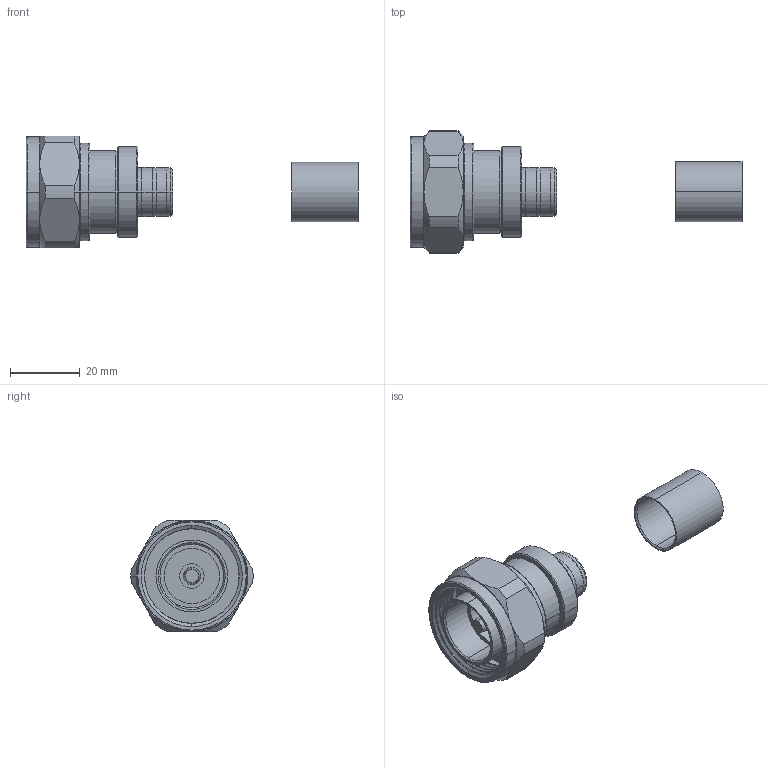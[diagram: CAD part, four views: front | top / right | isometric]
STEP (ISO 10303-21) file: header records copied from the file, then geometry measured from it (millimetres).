
FILE_DESCRIPTION (( 'STEP AP214' ), '1' );
FILE_NAME ('FMCN1090_3D.step', '2023-03-02T17:10:19', ( '' ), ( '' ), 'SwSTEP 2.0', 'SolidWorks 2022', '' );
FILE_SCHEMA (( 'AUTOMOTIVE_DESIGN' ));
Length unit declared in the file: millimetre
Products named in the file (1): FMCN1090_3D
Bounding box: 95.17 x 35 x 32.02 mm (x, y, z)
Volume: 16329.2 mm3; surface area: 10788.5 mm2
Topology: 2 solids, 2 shells, 155 faces, 330 edges, 195 vertices
Faces by surface type: cylinder 67, cone 54, plane 26, torus 6, bspline 2
Entity records: 4352 total; most frequent: CARTESIAN_POINT 873, DIRECTION 797, ORIENTED_EDGE 660, AXIS2_PLACEMENT_3D 335, EDGE_CURVE 330, VERTEX_POINT 195, CIRCLE 181, EDGE_LOOP 173
